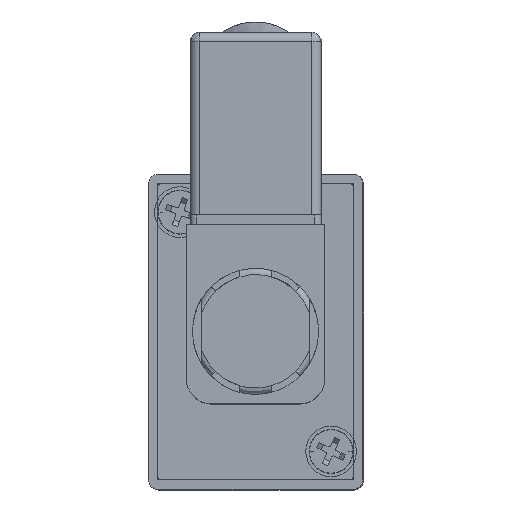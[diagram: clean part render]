
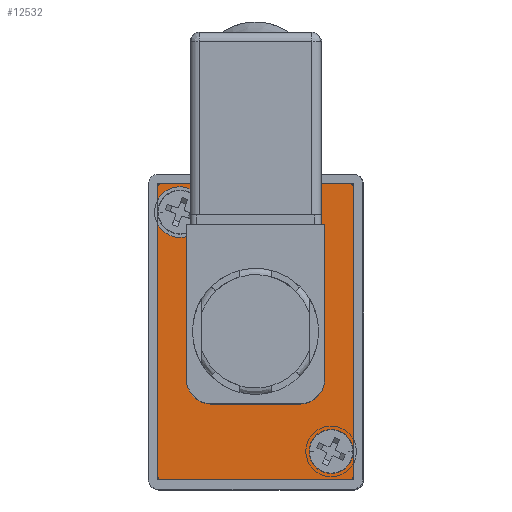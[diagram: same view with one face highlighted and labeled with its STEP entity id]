
A CAD part, top view. The second image highlights one B-rep face of the part: STEP entity #12532.
In plain terms, the highlighted planar face has unit normal (0, 0, 1).
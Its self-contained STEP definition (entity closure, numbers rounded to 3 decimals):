
#185 = EDGE_LOOP ( 'NONE', ( #37284, #20097, #49960, #2549, #6526, #895, #29213, #7557 ) ) ;
#636 = DIRECTION ( 'NONE',  ( 0., -1., 0. ) ) ;
#895 = ORIENTED_EDGE ( 'NONE', *, *, #11074, .T. ) ;
#1382 = FACE_BOUND ( 'NONE', #13176, .T. ) ;
#2549 = ORIENTED_EDGE ( 'NONE', *, *, #29962, .T. ) ;
#2813 = DIRECTION ( 'NONE',  ( 1., 0., 0. ) ) ;
#2850 = CARTESIAN_POINT ( 'NONE',  ( -22.086, 0.215, 59.743 ) ) ;
#3665 = DIRECTION ( 'NONE',  ( 1., 0., 0. ) ) ;
#3926 = ORIENTED_EDGE ( 'NONE', *, *, #4130, .F. ) ;
#4051 = DIRECTION ( 'NONE',  ( 1., 0., 0. ) ) ;
#4130 = EDGE_CURVE ( 'NONE', #27189, #9009, #20896, .T. ) ;
#4347 = AXIS2_PLACEMENT_3D ( 'NONE', #33010, #8609, #37328 ) ;
#4919 = VERTEX_POINT ( 'NONE', #17647 ) ;
#5300 = CIRCLE ( 'NONE', #12929, 3.45 ) ;
#5309 = VERTEX_POINT ( 'NONE', #14035 ) ;
#5745 = AXIS2_PLACEMENT_3D ( 'NONE', #36363, #11766, #40498 ) ;
#5792 = DIRECTION ( 'NONE',  ( -1., 0., 0. ) ) ;
#5798 = EDGE_CURVE ( 'NONE', #25755, #5309, #21377, .T. ) ;
#6526 = ORIENTED_EDGE ( 'NONE', *, *, #14867, .T. ) ;
#7016 = CIRCLE ( 'NONE', #22325, 0.5 ) ;
#7158 = EDGE_CURVE ( 'NONE', #17026, #52725, #37992, .T. ) ;
#7557 = ORIENTED_EDGE ( 'NONE', *, *, #49918, .T. ) ;
#7908 = AXIS2_PLACEMENT_3D ( 'NONE', #12459, #41194, #16594 ) ;
#8296 = CARTESIAN_POINT ( 'NONE',  ( -1.186, -23.285, 59.743 ) ) ;
#8368 = CIRCLE ( 'NONE', #28340, 1.1 ) ;
#8402 = LINE ( 'NONE', #42630, #28978 ) ;
#8609 = DIRECTION ( 'NONE',  ( 0., 0., 1. ) ) ;
#9009 = VERTEX_POINT ( 'NONE', #16398 ) ;
#9443 = CARTESIAN_POINT ( 'NONE',  ( -31.186, 23.215, 59.743 ) ) ;
#9665 = DIRECTION ( 'NONE',  ( 0., 0., 1. ) ) ;
#9975 = EDGE_CURVE ( 'NONE', #9009, #27189, #25509, .T. ) ;
#10004 = EDGE_CURVE ( 'NONE', #49807, #20149, #43470, .T. ) ;
#11032 = FACE_OUTER_BOUND ( 'NONE', #185, .T. ) ;
#11074 = EDGE_CURVE ( 'NONE', #22427, #25755, #31734, .T. ) ;
#11766 = DIRECTION ( 'NONE',  ( 0., 0., 1. ) ) ;
#11945 = EDGE_CURVE ( 'NONE', #37044, #41829, #5300, .T. ) ;
#12082 = ORIENTED_EDGE ( 'NONE', *, *, #28885, .T. ) ;
#12218 = CARTESIAN_POINT ( 'NONE',  ( -31.686, 23.215, 59.743 ) ) ;
#12322 = FACE_BOUND ( 'NONE', #15582, .T. ) ;
#12459 = CARTESIAN_POINT ( 'NONE',  ( -1.186, 23.215, 59.743 ) ) ;
#12532 = ADVANCED_FACE ( 'NONE', ( #32871, #1382, #12322, #21977, #11032 ), #33181, .T. ) ;
#12672 = DIRECTION ( 'NONE',  ( 0., 0., -1. ) ) ;
#12779 = CARTESIAN_POINT ( 'NONE',  ( -28.186, 19.215, 59.743 ) ) ;
#12929 = AXIS2_PLACEMENT_3D ( 'NONE', #12779, #41522, #16928 ) ;
#13067 = EDGE_CURVE ( 'NONE', #24701, #27631, #8402, .T. ) ;
#13176 = EDGE_LOOP ( 'NONE', ( #12082, #16753 ) ) ;
#13576 = DIRECTION ( 'NONE',  ( -1., 0., 0. ) ) ;
#13853 = EDGE_CURVE ( 'NONE', #27631, #41011, #7016, .T. ) ;
#14035 = CARTESIAN_POINT ( 'NONE',  ( -0.686, -22.785, 59.743 ) ) ;
#14173 = CARTESIAN_POINT ( 'NONE',  ( -4.186, -18.785, 59.743 ) ) ;
#14261 = AXIS2_PLACEMENT_3D ( 'NONE', #14173, #42896, #18292 ) ;
#14867 = EDGE_CURVE ( 'NONE', #16377, #22427, #48009, .T. ) ;
#15062 = ORIENTED_EDGE ( 'NONE', *, *, #7158, .F. ) ;
#15262 = EDGE_CURVE ( 'NONE', #4919, #24701, #29988, .T. ) ;
#15582 = EDGE_LOOP ( 'NONE', ( #3926, #33325 ) ) ;
#16299 = CARTESIAN_POINT ( 'NONE',  ( -31.686, -22.785, 59.743 ) ) ;
#16377 = VERTEX_POINT ( 'NONE', #16299 ) ;
#16398 = CARTESIAN_POINT ( 'NONE',  ( -7.636, -18.785, 59.743 ) ) ;
#16594 = DIRECTION ( 'NONE',  ( 1., 0., 0. ) ) ;
#16656 = ORIENTED_EDGE ( 'NONE', *, *, #11945, .F. ) ;
#16726 = DIRECTION ( 'NONE',  ( 0., 0., 1. ) ) ;
#16753 = ORIENTED_EDGE ( 'NONE', *, *, #10004, .T. ) ;
#16928 = DIRECTION ( 'NONE',  ( 1., 0., 0. ) ) ;
#17026 = VERTEX_POINT ( 'NONE', #40824 ) ;
#17345 = AXIS2_PLACEMENT_3D ( 'NONE', #37278, #12672, #41425 ) ;
#17617 = EDGE_LOOP ( 'NONE', ( #15062, #43385 ) ) ;
#17647 = CARTESIAN_POINT ( 'NONE',  ( -0.686, 23.215, 59.743 ) ) ;
#17659 = CARTESIAN_POINT ( 'NONE',  ( -31.186, -22.785, 59.743 ) ) ;
#17671 = CARTESIAN_POINT ( 'NONE',  ( -10.286, 0.215, 59.743 ) ) ;
#17849 = CIRCLE ( 'NONE', #25246, 3.45 ) ;
#18160 = EDGE_CURVE ( 'NONE', #41829, #37044, #17849, .T. ) ;
#18224 = LINE ( 'NONE', #48914, #38788 ) ;
#18292 = DIRECTION ( 'NONE',  ( 1., 0., 0. ) ) ;
#19585 = CARTESIAN_POINT ( 'NONE',  ( -31.186, -23.285, 59.743 ) ) ;
#19656 = CARTESIAN_POINT ( 'NONE',  ( -31.186, 23.715, 59.743 ) ) ;
#20097 = ORIENTED_EDGE ( 'NONE', *, *, #13067, .T. ) ;
#20149 = VERTEX_POINT ( 'NONE', #17671 ) ;
#20835 = VECTOR ( 'NONE', #31134, 1000. ) ;
#20896 = CIRCLE ( 'NONE', #14261, 3.45 ) ;
#21354 = EDGE_LOOP ( 'NONE', ( #32088, #16656 ) ) ;
#21377 = CIRCLE ( 'NONE', #53147, 0.5 ) ;
#21825 = DIRECTION ( 'NONE',  ( 1., 0., 0. ) ) ;
#21977 = FACE_BOUND ( 'NONE', #21354, .T. ) ;
#22325 = AXIS2_PLACEMENT_3D ( 'NONE', #9443, #38174, #13576 ) ;
#22427 = VERTEX_POINT ( 'NONE', #19585 ) ;
#23632 = CARTESIAN_POINT ( 'NONE',  ( -8.086, 0.215, 59.743 ) ) ;
#24701 = VERTEX_POINT ( 'NONE', #46584 ) ;
#25246 = AXIS2_PLACEMENT_3D ( 'NONE', #52837, #28302, #3665 ) ;
#25509 = CIRCLE ( 'NONE', #45898, 3.45 ) ;
#25755 = VERTEX_POINT ( 'NONE', #8296 ) ;
#27045 = CARTESIAN_POINT ( 'NONE',  ( -31.186, -23.285, 59.743 ) ) ;
#27189 = VERTEX_POINT ( 'NONE', #39092 ) ;
#27435 = DIRECTION ( 'NONE',  ( 0., 0., -1. ) ) ;
#27631 = VERTEX_POINT ( 'NONE', #19656 ) ;
#28302 = DIRECTION ( 'NONE',  ( 0., 0., 1. ) ) ;
#28340 = AXIS2_PLACEMENT_3D ( 'NONE', #51981, #27435, #2813 ) ;
#28688 = DIRECTION ( 'NONE',  ( 0., 0., 1. ) ) ;
#28885 = EDGE_CURVE ( 'NONE', #20149, #49807, #8368, .T. ) ;
#28978 = VECTOR ( 'NONE', #5792, 1000. ) ;
#29213 = ORIENTED_EDGE ( 'NONE', *, *, #5798, .T. ) ;
#29962 = EDGE_CURVE ( 'NONE', #41011, #16377, #53266, .T. ) ;
#29988 = CIRCLE ( 'NONE', #7908, 0.5 ) ;
#31134 = DIRECTION ( 'NONE',  ( 1., 0., 0. ) ) ;
#31444 = VECTOR ( 'NONE', #636, 1000. ) ;
#31734 = LINE ( 'NONE', #27045, #20835 ) ;
#32088 = ORIENTED_EDGE ( 'NONE', *, *, #18160, .F. ) ;
#32871 = FACE_BOUND ( 'NONE', #17617, .T. ) ;
#33010 = CARTESIAN_POINT ( 'NONE',  ( -1.186, 23.215, 59.743 ) ) ;
#33181 = PLANE ( 'NONE',  #4347 ) ;
#33325 = ORIENTED_EDGE ( 'NONE', *, *, #9975, .F. ) ;
#34251 = CARTESIAN_POINT ( 'NONE',  ( -1.186, -22.785, 59.743 ) ) ;
#36363 = CARTESIAN_POINT ( 'NONE',  ( -23.186, 0.215, 59.743 ) ) ;
#37044 = VERTEX_POINT ( 'NONE', #40670 ) ;
#37278 = CARTESIAN_POINT ( 'NONE',  ( -9.186, 0.215, 59.743 ) ) ;
#37284 = ORIENTED_EDGE ( 'NONE', *, *, #15262, .T. ) ;
#37328 = DIRECTION ( 'NONE',  ( 1., 0., 0. ) ) ;
#37482 = AXIS2_PLACEMENT_3D ( 'NONE', #17659, #46400, #21825 ) ;
#37992 = CIRCLE ( 'NONE', #5745, 1.1 ) ;
#38174 = DIRECTION ( 'NONE',  ( 0., 0., 1. ) ) ;
#38377 = DIRECTION ( 'NONE',  ( 1., 0., 0. ) ) ;
#38788 = VECTOR ( 'NONE', #53008, 1000. ) ;
#39092 = CARTESIAN_POINT ( 'NONE',  ( -0.736, -18.785, 59.743 ) ) ;
#40376 = AXIS2_PLACEMENT_3D ( 'NONE', #41344, #16726, #45432 ) ;
#40498 = DIRECTION ( 'NONE',  ( 1., 0., 0. ) ) ;
#40670 = CARTESIAN_POINT ( 'NONE',  ( -31.636, 19.215, 59.743 ) ) ;
#40824 = CARTESIAN_POINT ( 'NONE',  ( -24.286, 0.215, 59.743 ) ) ;
#41011 = VERTEX_POINT ( 'NONE', #12218 ) ;
#41194 = DIRECTION ( 'NONE',  ( 0., 0., 1. ) ) ;
#41344 = CARTESIAN_POINT ( 'NONE',  ( -23.186, 0.215, 59.743 ) ) ;
#41425 = DIRECTION ( 'NONE',  ( 1., 0., 0. ) ) ;
#41522 = DIRECTION ( 'NONE',  ( 0., 0., 1. ) ) ;
#41829 = VERTEX_POINT ( 'NONE', #42435 ) ;
#42435 = CARTESIAN_POINT ( 'NONE',  ( -24.736, 19.215, 59.743 ) ) ;
#42630 = CARTESIAN_POINT ( 'NONE',  ( -31.186, 23.715, 59.743 ) ) ;
#42896 = DIRECTION ( 'NONE',  ( 0., 0., 1. ) ) ;
#43385 = ORIENTED_EDGE ( 'NONE', *, *, #48826, .F. ) ;
#43470 = CIRCLE ( 'NONE', #17345, 1.1 ) ;
#45432 = DIRECTION ( 'NONE',  ( 1., 0., 0. ) ) ;
#45883 = CARTESIAN_POINT ( 'NONE',  ( -31.686, -22.785, 59.743 ) ) ;
#45898 = AXIS2_PLACEMENT_3D ( 'NONE', #53232, #28688, #4051 ) ;
#46400 = DIRECTION ( 'NONE',  ( 0., 0., 1. ) ) ;
#46584 = CARTESIAN_POINT ( 'NONE',  ( -1.186, 23.715, 59.743 ) ) ;
#47890 = CIRCLE ( 'NONE', #40376, 1.1 ) ;
#48009 = CIRCLE ( 'NONE', #37482, 0.5 ) ;
#48826 = EDGE_CURVE ( 'NONE', #52725, #17026, #47890, .T. ) ;
#48914 = CARTESIAN_POINT ( 'NONE',  ( -0.686, -22.785, 59.743 ) ) ;
#49807 = VERTEX_POINT ( 'NONE', #23632 ) ;
#49918 = EDGE_CURVE ( 'NONE', #5309, #4919, #18224, .T. ) ;
#49960 = ORIENTED_EDGE ( 'NONE', *, *, #13853, .T. ) ;
#51981 = CARTESIAN_POINT ( 'NONE',  ( -9.186, 0.215, 59.743 ) ) ;
#52725 = VERTEX_POINT ( 'NONE', #2850 ) ;
#52837 = CARTESIAN_POINT ( 'NONE',  ( -28.186, 19.215, 59.743 ) ) ;
#53008 = DIRECTION ( 'NONE',  ( 0., 1., 0. ) ) ;
#53147 = AXIS2_PLACEMENT_3D ( 'NONE', #34251, #9665, #38377 ) ;
#53232 = CARTESIAN_POINT ( 'NONE',  ( -4.186, -18.785, 59.743 ) ) ;
#53266 = LINE ( 'NONE', #45883, #31444 ) ;
